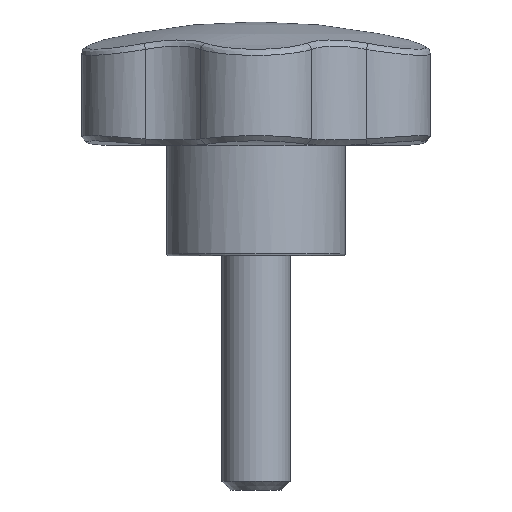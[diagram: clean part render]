
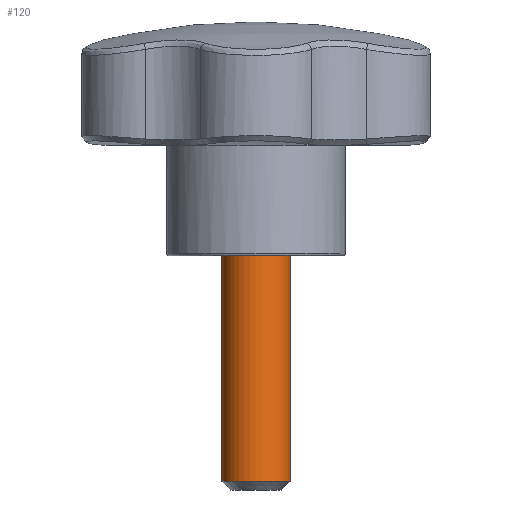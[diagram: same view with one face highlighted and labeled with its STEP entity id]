
A CAD part, front view. The second image highlights one B-rep face of the part: STEP entity #120.
In plain terms, the highlighted cylindrical face has radius 8 mm (diameter 16 mm), a full revolution.
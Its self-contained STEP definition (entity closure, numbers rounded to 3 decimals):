
#120 = ADVANCED_FACE( '', ( #290, #291 ), #292, .T. );
#290 = FACE_OUTER_BOUND( '', #907, .T. );
#291 = FACE_OUTER_BOUND( '', #908, .T. );
#292 = CYLINDRICAL_SURFACE( '', #909, 8. );
#907 = EDGE_LOOP( '', ( #3788 ) );
#908 = EDGE_LOOP( '', ( #3789 ) );
#909 = AXIS2_PLACEMENT_3D( '', #3790, #3791, #3792 );
#3788 = ORIENTED_EDGE( '', *, *, #4297, .F. );
#3789 = ORIENTED_EDGE( '', *, *, #4298, .T. );
#3790 = CARTESIAN_POINT( '', ( 0., 0., 35. ) );
#3791 = DIRECTION( '', ( 0., 0., -1. ) );
#3792 = DIRECTION( '', ( 0., -1., 0. ) );
#4297 = EDGE_CURVE( '', #4577, #4577, #4578, .F. );
#4298 = EDGE_CURVE( '', #4579, #4579, #4580, .T. );
#4577 = VERTEX_POINT( '', #5534 );
#4578 = CIRCLE( '', #5535, 8. );
#4579 = VERTEX_POINT( '', #5536 );
#4580 = CIRCLE( '', #5537, 8. );
#5534 = CARTESIAN_POINT( '', ( -8., 0., 0.418 ) );
#5535 = AXIS2_PLACEMENT_3D( '', #7788, #7789, #7790 );
#5536 = CARTESIAN_POINT( '', ( 0., -8., -53. ) );
#5537 = AXIS2_PLACEMENT_3D( '', #7791, #7792, #7793 );
#7788 = CARTESIAN_POINT( '', ( 0., 0., 0.418 ) );
#7789 = DIRECTION( '', ( 0., 0., -1. ) );
#7790 = DIRECTION( '', ( -1., 0., 0. ) );
#7791 = CARTESIAN_POINT( '', ( 0., 0., -53. ) );
#7792 = DIRECTION( '', ( 0., 0., 1. ) );
#7793 = DIRECTION( '', ( 0., -1., 0. ) );
